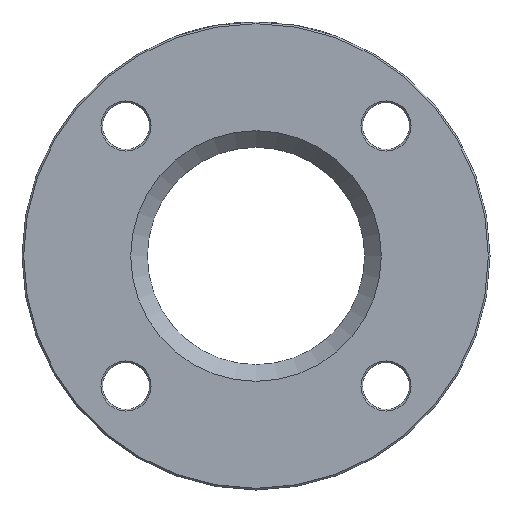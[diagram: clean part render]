
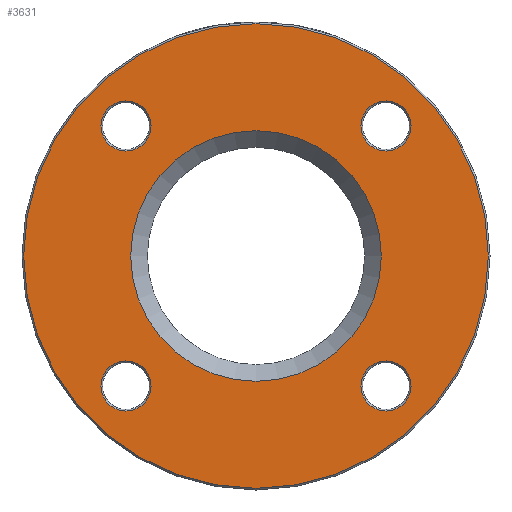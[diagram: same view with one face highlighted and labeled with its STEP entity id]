
A CAD part, left-side view. The second image highlights one B-rep face of the part: STEP entity #3631.
In plain terms, the highlighted planar face has unit normal (-1, 0, 0).
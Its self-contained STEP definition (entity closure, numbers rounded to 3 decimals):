
#185 = AXIS2_PLACEMENT_3D ( 'NONE', #1892, #491, #1281 ) ;
#344 = CARTESIAN_POINT ( 'NONE',  ( 0., 38.891, -46.391 ) ) ;
#390 = EDGE_CURVE ( 'NONE', #1723, #1723, #4653, .T. ) ;
#419 = ORIENTED_EDGE ( 'NONE', *, *, #390, .T. ) ;
#491 = DIRECTION ( 'NONE',  ( -1., 0., 0. ) ) ;
#536 = PLANE ( 'NONE',  #1154 ) ;
#583 = FACE_BOUND ( 'NONE', #2322, .T. ) ;
#675 = CARTESIAN_POINT ( 'NONE',  ( 0., 38.891, 31.391 ) ) ;
#825 = DIRECTION ( 'NONE',  ( 0., 0., -1. ) ) ;
#845 = CARTESIAN_POINT ( 'NONE',  ( 0., -38.891, 38.891 ) ) ;
#940 = AXIS2_PLACEMENT_3D ( 'NONE', #1155, #4116, #825 ) ;
#955 = AXIS2_PLACEMENT_3D ( 'NONE', #4139, #3136, #3881 ) ;
#1129 = DIRECTION ( 'NONE',  ( 0., 0., -1. ) ) ;
#1154 = AXIS2_PLACEMENT_3D ( 'NONE', #2040, #3518, #2060 ) ;
#1155 = CARTESIAN_POINT ( 'NONE',  ( 0., 38.891, 38.891 ) ) ;
#1186 = DIRECTION ( 'NONE',  ( 0., 0., -1. ) ) ;
#1228 = DIRECTION ( 'NONE',  ( 1., 0., 0. ) ) ;
#1281 = DIRECTION ( 'NONE',  ( 0., 0., -1. ) ) ;
#1301 = EDGE_CURVE ( 'NONE', #3568, #3568, #4358, .T. ) ;
#1418 = VERTEX_POINT ( 'NONE', #3208 ) ;
#1494 = DIRECTION ( 'NONE',  ( 1., 0., 0. ) ) ;
#1538 = CARTESIAN_POINT ( 'NONE',  ( 0., 38.891, -38.891 ) ) ;
#1609 = FACE_BOUND ( 'NONE', #2731, .T. ) ;
#1633 = FACE_OUTER_BOUND ( 'NONE', #3690, .T. ) ;
#1723 = VERTEX_POINT ( 'NONE', #675 ) ;
#1892 = CARTESIAN_POINT ( 'NONE',  ( 0., 0., 0. ) ) ;
#2040 = CARTESIAN_POINT ( 'NONE',  ( 0., 32.5, 0. ) ) ;
#2060 = DIRECTION ( 'NONE',  ( 0., 0., -1. ) ) ;
#2209 = ORIENTED_EDGE ( 'NONE', *, *, #1301, .T. ) ;
#2322 = EDGE_LOOP ( 'NONE', ( #419 ) ) ;
#2350 = FACE_BOUND ( 'NONE', #4110, .T. ) ;
#2416 = ORIENTED_EDGE ( 'NONE', *, *, #4558, .T. ) ;
#2470 = VERTEX_POINT ( 'NONE', #3932 ) ;
#2472 = CIRCLE ( 'NONE', #2623, 7.5 ) ;
#2525 = EDGE_CURVE ( 'NONE', #2470, #2470, #3773, .T. ) ;
#2623 = AXIS2_PLACEMENT_3D ( 'NONE', #845, #1228, #1129 ) ;
#2716 = FACE_BOUND ( 'NONE', #3448, .T. ) ;
#2731 = EDGE_LOOP ( 'NONE', ( #4006 ) ) ;
#2933 = ORIENTED_EDGE ( 'NONE', *, *, #2525, .T. ) ;
#2957 = CARTESIAN_POINT ( 'NONE',  ( 0., 0., 0. ) ) ;
#3001 = DIRECTION ( 'NONE',  ( 1., 0., 0. ) ) ;
#3010 = AXIS2_PLACEMENT_3D ( 'NONE', #1538, #3001, #1186 ) ;
#3044 = EDGE_LOOP ( 'NONE', ( #2416 ) ) ;
#3061 = EDGE_CURVE ( 'NONE', #1418, #1418, #2472, .T. ) ;
#3136 = DIRECTION ( 'NONE',  ( 1., 0., 0. ) ) ;
#3144 = EDGE_CURVE ( 'NONE', #4651, #4651, #3852, .T. ) ;
#3208 = CARTESIAN_POINT ( 'NONE',  ( 0., -38.891, 31.391 ) ) ;
#3448 = EDGE_LOOP ( 'NONE', ( #2933 ) ) ;
#3518 = DIRECTION ( 'NONE',  ( 1., 0., 0. ) ) ;
#3568 = VERTEX_POINT ( 'NONE', #4588 ) ;
#3631 = ADVANCED_FACE ( 'NONE', ( #2716, #1633, #1609, #2350, #3818, #583 ), #536, .F. ) ;
#3690 = EDGE_LOOP ( 'NONE', ( #2209 ) ) ;
#3773 = CIRCLE ( 'NONE', #3998, 37.5 ) ;
#3818 = FACE_BOUND ( 'NONE', #3044, .T. ) ;
#3852 = CIRCLE ( 'NONE', #955, 7.5 ) ;
#3881 = DIRECTION ( 'NONE',  ( 0., 0., -1. ) ) ;
#3932 = CARTESIAN_POINT ( 'NONE',  ( 0., 0., -37.5 ) ) ;
#3974 = VERTEX_POINT ( 'NONE', #344 ) ;
#3998 = AXIS2_PLACEMENT_3D ( 'NONE', #2957, #1494, #4402 ) ;
#4006 = ORIENTED_EDGE ( 'NONE', *, *, #3061, .T. ) ;
#4110 = EDGE_LOOP ( 'NONE', ( #4374 ) ) ;
#4116 = DIRECTION ( 'NONE',  ( 1., 0., 0. ) ) ;
#4139 = CARTESIAN_POINT ( 'NONE',  ( 0., -38.891, -38.891 ) ) ;
#4296 = CIRCLE ( 'NONE', #3010, 7.5 ) ;
#4303 = CARTESIAN_POINT ( 'NONE',  ( 0., -38.891, -46.391 ) ) ;
#4358 = CIRCLE ( 'NONE', #185, 69.5 ) ;
#4374 = ORIENTED_EDGE ( 'NONE', *, *, #3144, .T. ) ;
#4402 = DIRECTION ( 'NONE',  ( 0., 0., -1. ) ) ;
#4558 = EDGE_CURVE ( 'NONE', #3974, #3974, #4296, .T. ) ;
#4588 = CARTESIAN_POINT ( 'NONE',  ( 0., 0., -69.5 ) ) ;
#4651 = VERTEX_POINT ( 'NONE', #4303 ) ;
#4653 = CIRCLE ( 'NONE', #940, 7.5 ) ;
